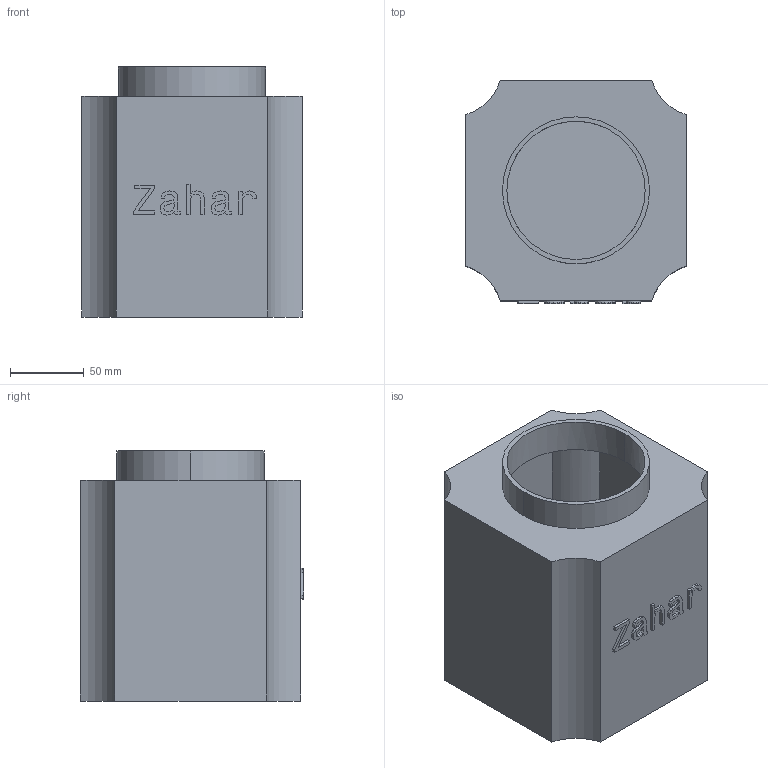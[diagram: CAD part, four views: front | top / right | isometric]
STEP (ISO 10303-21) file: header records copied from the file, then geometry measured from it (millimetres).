
FILE_DESCRIPTION(('CATIA V5 STEP Exchange'),'2;1');
FILE_NAME('recipient zahar.stp','2022-05-19T12:03:37+00:00',('none'),('none'),'CATIA Version 5-6 Release 2017','CATIA V5 STEP AP203','none');
FILE_SCHEMA(('CONFIG_CONTROL_DESIGN'));
Length unit declared in the file: millimetre
Products named in the file (1): recipient zahar
Bounding box: 150 x 152 x 170 mm (x, y, z)
Volume: 357236.1 mm3; surface area: 239343.7 mm2
Topology: 1 solids, 1 shells, 200 faces, 564 edges, 376 vertices
Faces by surface type: plane 188, cylinder 12
Entity records: 6335 total; most frequent: CARTESIAN_POINT 1175, ORIENTED_EDGE 1128, DIRECTION 930, EDGE_CURVE 564, VECTOR 540, LINE 540, VERTEX_POINT 376, EDGE_LOOP 210
